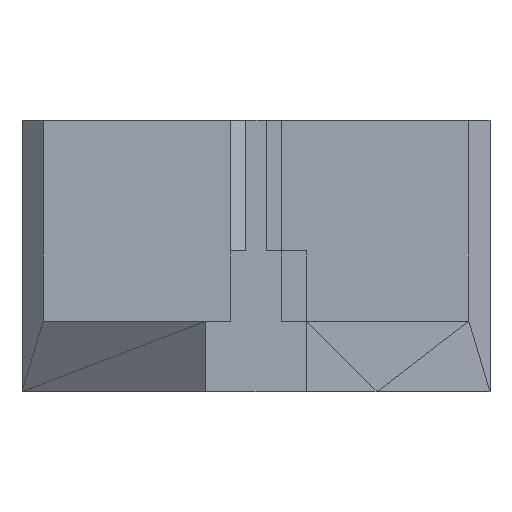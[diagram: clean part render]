
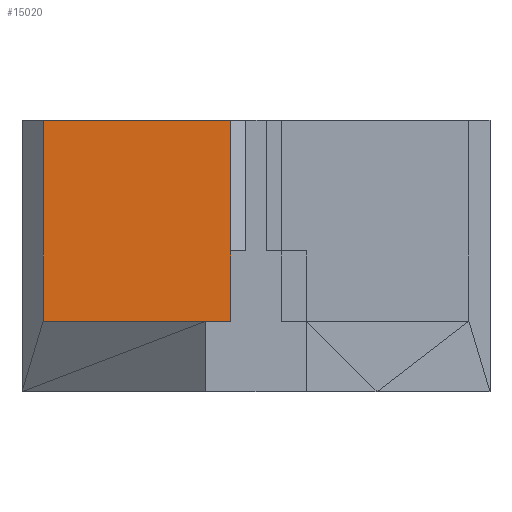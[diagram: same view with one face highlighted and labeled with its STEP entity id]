
A CAD part, front view. The second image highlights one B-rep face of the part: STEP entity #15020.
In plain terms, the highlighted planar face has unit normal (0, -1, 0).
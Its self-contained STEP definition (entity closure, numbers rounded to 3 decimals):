
#4619 = PLANE('',#4620);
#4620 = AXIS2_PLACEMENT_3D('',#4621,#4622,#4623);
#4621 = CARTESIAN_POINT('',(299.115,189.712,
    88.799));
#4622 = DIRECTION('',(0.,0.,1.));
#4623 = DIRECTION('',(1.,0.,-0.));
#4703 = PLANE('',#4704);
#4704 = AXIS2_PLACEMENT_3D('',#4705,#4706,#4707);
#4705 = CARTESIAN_POINT('',(297.857,130.024,
    73.867));
#4706 = DIRECTION('',(-1.,-0.,-0.));
#4707 = DIRECTION('',(0.,0.,-1.));
#4731 = PLANE('',#4732);
#4732 = AXIS2_PLACEMENT_3D('',#4733,#4734,#4735);
#4733 = CARTESIAN_POINT('',(294.639,131.119,
    68.799));
#4734 = DIRECTION('',(0.,0.,1.));
#4735 = DIRECTION('',(1.,0.,-0.));
#5687 = VERTEX_POINT('',#5688);
#5688 = CARTESIAN_POINT('',(279.157,163.512,
    88.799));
#5702 = PLANE('',#5703);
#5703 = AXIS2_PLACEMENT_3D('',#5704,#5705,#5706);
#5704 = CARTESIAN_POINT('',(277.979,164.689,
    75.89));
#5705 = DIRECTION('',(-0.707,-0.707,-0.));
#5706 = DIRECTION('',(-0.707,0.707,0.));
#5714 = EDGE_CURVE('',#5687,#5715,#5717,.T.);
#5715 = VERTEX_POINT('',#5716);
#5716 = CARTESIAN_POINT('',(297.857,163.512,
    88.799));
#5717 = SURFACE_CURVE('',#5718,(#5722,#5729),.PCURVE_S1.);
#5718 = LINE('',#5719,#5720);
#5719 = CARTESIAN_POINT('',(279.157,163.512,
    88.799));
#5720 = VECTOR('',#5721,1.);
#5721 = DIRECTION('',(1.,0.,0.));
#5722 = PCURVE('',#4619,#5723);
#5723 = DEFINITIONAL_REPRESENTATION('',(#5724),#5728);
#5724 = LINE('',#5725,#5726);
#5725 = CARTESIAN_POINT('',(-19.959,-26.2));
#5726 = VECTOR('',#5727,1.);
#5727 = DIRECTION('',(1.,0.));
#5728 = ( GEOMETRIC_REPRESENTATION_CONTEXT(2) 
PARAMETRIC_REPRESENTATION_CONTEXT() REPRESENTATION_CONTEXT('2D SPACE',''
  ) );
#5729 = PCURVE('',#5730,#5735);
#5730 = PLANE('',#5731);
#5731 = AXIS2_PLACEMENT_3D('',#5732,#5733,#5734);
#5732 = CARTESIAN_POINT('',(288.507,163.512,
    78.799));
#5733 = DIRECTION('',(-0.,-1.,-0.));
#5734 = DIRECTION('',(0.,0.,-1.));
#5735 = DEFINITIONAL_REPRESENTATION('',(#5736),#5740);
#5736 = LINE('',#5737,#5738);
#5737 = CARTESIAN_POINT('',(-10.,-9.35));
#5738 = VECTOR('',#5739,1.);
#5739 = DIRECTION('',(0.,1.));
#5740 = ( GEOMETRIC_REPRESENTATION_CONTEXT(2) 
PARAMETRIC_REPRESENTATION_CONTEXT() REPRESENTATION_CONTEXT('2D SPACE',''
  ) );
#10683 = VERTEX_POINT('',#10684);
#10684 = CARTESIAN_POINT('',(279.157,163.512,
    68.799));
#10804 = VERTEX_POINT('',#10805);
#10805 = CARTESIAN_POINT('',(297.857,163.512,
    68.799));
#10826 = EDGE_CURVE('',#10804,#10683,#10827,.T.);
#10827 = SURFACE_CURVE('',#10828,(#10832,#10839),.PCURVE_S1.);
#10828 = LINE('',#10829,#10830);
#10829 = CARTESIAN_POINT('',(297.857,163.512,
    68.799));
#10830 = VECTOR('',#10831,1.);
#10831 = DIRECTION('',(-1.,0.,0.));
#10832 = PCURVE('',#4731,#10833);
#10833 = DEFINITIONAL_REPRESENTATION('',(#10834),#10838);
#10834 = LINE('',#10835,#10836);
#10835 = CARTESIAN_POINT('',(3.218,32.393));
#10836 = VECTOR('',#10837,1.);
#10837 = DIRECTION('',(-1.,0.));
#10838 = ( GEOMETRIC_REPRESENTATION_CONTEXT(2) 
PARAMETRIC_REPRESENTATION_CONTEXT() REPRESENTATION_CONTEXT('2D SPACE',''
  ) );
#10839 = PCURVE('',#5730,#10840);
#10840 = DEFINITIONAL_REPRESENTATION('',(#10841),#10845);
#10841 = LINE('',#10842,#10843);
#10842 = CARTESIAN_POINT('',(10.,9.35));
#10843 = VECTOR('',#10844,1.);
#10844 = DIRECTION('',(0.,-1.));
#10845 = ( GEOMETRIC_REPRESENTATION_CONTEXT(2) 
PARAMETRIC_REPRESENTATION_CONTEXT() REPRESENTATION_CONTEXT('2D SPACE',''
  ) );
#14498 = EDGE_CURVE('',#10804,#5715,#14499,.T.);
#14499 = SURFACE_CURVE('',#14500,(#14504,#14511),.PCURVE_S1.);
#14500 = LINE('',#14501,#14502);
#14501 = CARTESIAN_POINT('',(297.857,163.512,
    68.799));
#14502 = VECTOR('',#14503,1.);
#14503 = DIRECTION('',(0.,0.,1.));
#14504 = PCURVE('',#4703,#14505);
#14505 = DEFINITIONAL_REPRESENTATION('',(#14506),#14510);
#14506 = LINE('',#14507,#14508);
#14507 = CARTESIAN_POINT('',(5.068,-33.488));
#14508 = VECTOR('',#14509,1.);
#14509 = DIRECTION('',(-1.,0.));
#14510 = ( GEOMETRIC_REPRESENTATION_CONTEXT(2) 
PARAMETRIC_REPRESENTATION_CONTEXT() REPRESENTATION_CONTEXT('2D SPACE',''
  ) );
#14511 = PCURVE('',#5730,#14512);
#14512 = DEFINITIONAL_REPRESENTATION('',(#14513),#14517);
#14513 = LINE('',#14514,#14515);
#14514 = CARTESIAN_POINT('',(10.,9.35));
#14515 = VECTOR('',#14516,1.);
#14516 = DIRECTION('',(-1.,0.));
#14517 = ( GEOMETRIC_REPRESENTATION_CONTEXT(2) 
PARAMETRIC_REPRESENTATION_CONTEXT() REPRESENTATION_CONTEXT('2D SPACE',''
  ) );
#14997 = EDGE_CURVE('',#10683,#5687,#14998,.T.);
#14998 = SURFACE_CURVE('',#14999,(#15003,#15010),.PCURVE_S1.);
#14999 = LINE('',#15000,#15001);
#15000 = CARTESIAN_POINT('',(279.157,163.512,
    68.799));
#15001 = VECTOR('',#15002,1.);
#15002 = DIRECTION('',(0.,0.,1.));
#15003 = PCURVE('',#5702,#15004);
#15004 = DEFINITIONAL_REPRESENTATION('',(#15005),#15009);
#15005 = LINE('',#15006,#15007);
#15006 = CARTESIAN_POINT('',(-1.665,7.091));
#15007 = VECTOR('',#15008,1.);
#15008 = DIRECTION('',(0.,-1.));
#15009 = ( GEOMETRIC_REPRESENTATION_CONTEXT(2) 
PARAMETRIC_REPRESENTATION_CONTEXT() REPRESENTATION_CONTEXT('2D SPACE',''
  ) );
#15010 = PCURVE('',#5730,#15011);
#15011 = DEFINITIONAL_REPRESENTATION('',(#15012),#15016);
#15012 = LINE('',#15013,#15014);
#15013 = CARTESIAN_POINT('',(10.,-9.35));
#15014 = VECTOR('',#15015,1.);
#15015 = DIRECTION('',(-1.,0.));
#15016 = ( GEOMETRIC_REPRESENTATION_CONTEXT(2) 
PARAMETRIC_REPRESENTATION_CONTEXT() REPRESENTATION_CONTEXT('2D SPACE',''
  ) );
#15020 = ADVANCED_FACE('',(#15021),#5730,.T.);
#15021 = FACE_BOUND('',#15022,.T.);
#15022 = EDGE_LOOP('',(#15023,#15024,#15025,#15026));
#15023 = ORIENTED_EDGE('',*,*,#10826,.F.);
#15024 = ORIENTED_EDGE('',*,*,#14498,.T.);
#15025 = ORIENTED_EDGE('',*,*,#5714,.F.);
#15026 = ORIENTED_EDGE('',*,*,#14997,.F.);
